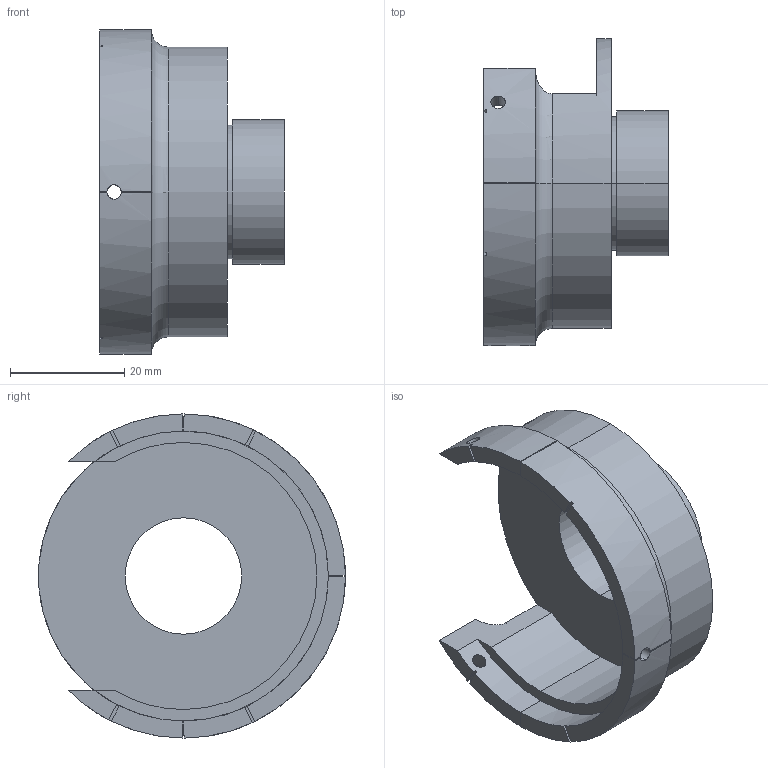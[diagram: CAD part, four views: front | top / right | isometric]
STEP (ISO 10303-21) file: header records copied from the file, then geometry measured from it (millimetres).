
FILE_DESCRIPTION (( 'STEP AP203' ), '1' );
FILE_NAME ('9_DM_adp.STEP', '2021-11-08T12:58:55', ( '' ), ( '' ), 'SwSTEP 2.0', 'SolidWorks 2020', '' );
FILE_SCHEMA (( 'CONFIG_CONTROL_DESIGN' ));
Length unit declared in the file: millimetre
Products named in the file (1): 9_DM_adp
Bounding box: 32.3 x 53.8 x 56.8 mm (x, y, z)
Volume: 12643.4 mm3; surface area: 10886.1 mm2
Topology: 1 solids, 1 shells, 75 faces, 214 edges, 142 vertices
Faces by surface type: plane 48, cylinder 24, torus 3
Entity records: 2798 total; most frequent: CARTESIAN_POINT 729, ORIENTED_EDGE 428, DIRECTION 407, EDGE_CURVE 214, AXIS2_PLACEMENT_3D 142, VERTEX_POINT 142, VECTOR 123, LINE 123
